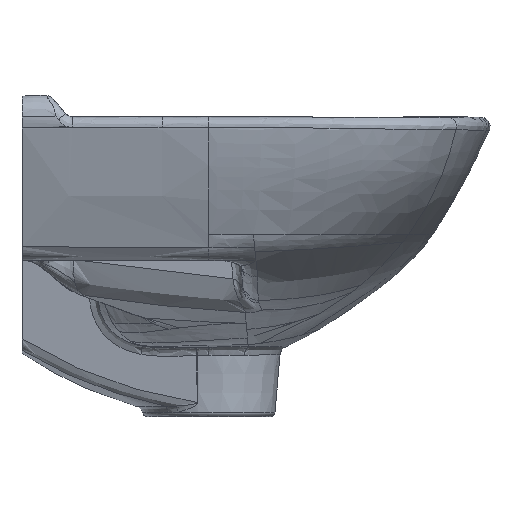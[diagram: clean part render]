
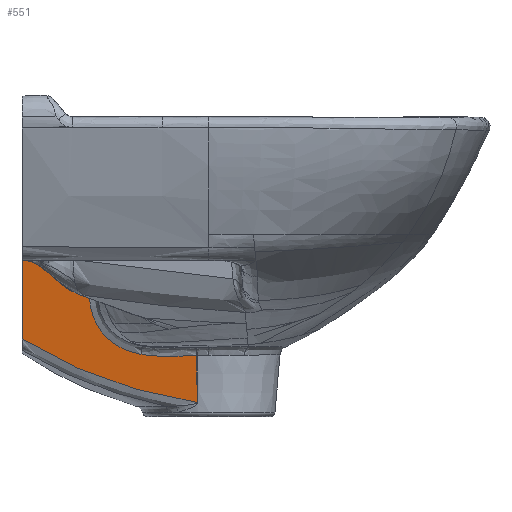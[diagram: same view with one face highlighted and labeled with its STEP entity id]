
A CAD part, left-side view. The second image highlights one B-rep face of the part: STEP entity #551.
In plain terms, the highlighted planar face has unit normal (-0.993, 0.084, -0.087).
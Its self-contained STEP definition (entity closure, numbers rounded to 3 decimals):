
#369=(
BOUNDED_CURVE()
B_SPLINE_CURVE(3,(#9905,#9906,#9907,#9908,#9909,#9910,#9911,#9912,#9913,
#9914,#9915,#9916,#9917,#9918,#9919,#9920,#9921,#9922,#9923,#9924),
 .UNSPECIFIED.,.F.,.F.)
B_SPLINE_CURVE_WITH_KNOTS((4,2,2,2,2,2,2,2,2,4),(0.,0.076,
0.097,0.117,0.158,0.241,
0.405,0.57,0.9,1.),.UNSPECIFIED.)
CURVE()
GEOMETRIC_REPRESENTATION_ITEM()
RATIONAL_B_SPLINE_CURVE((1.,1.,1.,
1.,1.,1.,1.,1.,
1.,1.,1.,1.,
1.,1.,1.,1.,
1.,1.,1.,1.))
REPRESENTATION_ITEM('')
);
#551=ADVANCED_FACE('',(#854),#715,.F.);
#715=PLANE('',#4421);
#854=FACE_OUTER_BOUND('',#1133,.T.);
#1133=EDGE_LOOP('',(#2500,#2501,#2502,#2503,#2504,#2505,#2506));
#1300=B_SPLINE_CURVE_WITH_KNOTS('',1,(#4805,#4806),.UNSPECIFIED.,.F.,.F.,
(2,2),(0.,1.),.UNSPECIFIED.);
#1404=B_SPLINE_CURVE_WITH_KNOTS('',3,(#9812,#9813,#9814,#9815,#9816,#9817,
#9818,#9819),.UNSPECIFIED.,.F.,.F.,(4,2,2,4),(0.,0.25,0.5,1.),
 .UNSPECIFIED.);
#1500=B_SPLINE_CURVE_WITH_KNOTS('',3,(#17694,#17695,#17696,#17697,#17698,
#17699),.UNSPECIFIED.,.F.,.F.,(4,2,4),(0.,0.5,1.),.UNSPECIFIED.);
#1533=B_SPLINE_CURVE_WITH_KNOTS('',3,(#19593,#19594,#19595,#19596),
 .UNSPECIFIED.,.F.,.F.,(4,4),(0.,1.),.UNSPECIFIED.);
#1555=B_SPLINE_CURVE_WITH_KNOTS('',3,(#21881,#21882,#21883,#21884,#21885,
#21886,#21887,#21888,#21889,#21890),.UNSPECIFIED.,.F.,.F.,(4,2,2,2,4),(0.,
0.25,0.5,0.75,1.),.UNSPECIFIED.);
#1562=B_SPLINE_CURVE_WITH_KNOTS('',3,(#23184,#23185,#23186,#23187,#23188,
#23189),.UNSPECIFIED.,.F.,.F.,(4,2,4),(0.,0.279,1.),
 .UNSPECIFIED.);
#2500=ORIENTED_EDGE('',*,*,#4028,.T.);
#2501=ORIENTED_EDGE('',*,*,#3687,.F.);
#2502=ORIENTED_EDGE('',*,*,#3833,.F.);
#2503=ORIENTED_EDGE('',*,*,#3991,.F.);
#2504=ORIENTED_EDGE('',*,*,#3948,.T.);
#2505=ORIENTED_EDGE('',*,*,#4019,.T.);
#2506=ORIENTED_EDGE('',*,*,#3826,.T.);
#3275=VERTEX_POINT('',#4804);
#3276=VERTEX_POINT('',#4807);
#3348=VERTEX_POINT('',#7682);
#3390=VERTEX_POINT('',#9811);
#3394=VERTEX_POINT('',#9925);
#3461=VERTEX_POINT('',#17686);
#3462=VERTEX_POINT('',#17693);
#3687=EDGE_CURVE('',#3275,#3276,#1300,.T.);
#3826=EDGE_CURVE('',#3390,#3348,#1404,.T.);
#3833=EDGE_CURVE('',#3394,#3275,#369,.T.);
#3948=EDGE_CURVE('',#3461,#3462,#1500,.T.);
#3991=EDGE_CURVE('',#3461,#3394,#1533,.T.);
#4019=EDGE_CURVE('',#3462,#3390,#1555,.T.);
#4028=EDGE_CURVE('',#3348,#3276,#1562,.T.);
#4421=AXIS2_PLACEMENT_3D('',#23397,#4592,#4593);
#4592=DIRECTION('',(0.993,-0.084,0.087));
#4593=DIRECTION('',(-0.087,0.,0.996));
#4804=CARTESIAN_POINT('',(-30.414,0.,-118.931));
#4805=CARTESIAN_POINT('',(-25.935,0.,-170.122));
#4806=CARTESIAN_POINT('',(-40.664,0.,-1.765));
#4807=CARTESIAN_POINT('',(-38.478,0.,-26.75));
#7682=CARTESIAN_POINT('',(-39.879,-32.394,-41.93));
#9811=CARTESIAN_POINT('',(-35.414,-35.886,-96.336));
#9812=CARTESIAN_POINT('',(-35.414,-35.886,-96.336));
#9813=CARTESIAN_POINT('',(-35.763,-35.338,-91.821));
#9814=CARTESIAN_POINT('',(-36.133,-35.033,-87.288));
#9815=CARTESIAN_POINT('',(-36.882,-34.499,-78.217));
#9816=CARTESIAN_POINT('',(-37.259,-34.26,-73.68));
#9817=CARTESIAN_POINT('',(-38.384,-33.486,-60.071));
#9818=CARTESIAN_POINT('',(-39.132,-32.944,-51.));
#9819=CARTESIAN_POINT('',(-39.879,-32.393,-41.93));
#9905=CARTESIAN_POINT('',(-35.341,-93.798,-152.932));
#9906=CARTESIAN_POINT('',(-35.165,-91.284,-152.528));
#9907=CARTESIAN_POINT('',(-34.992,-88.777,-152.083));
#9908=CARTESIAN_POINT('',(-34.776,-85.597,-151.492));
#9909=CARTESIAN_POINT('',(-34.73,-84.92,-151.365));
#9910=CARTESIAN_POINT('',(-34.639,-83.566,-151.108));
#9911=CARTESIAN_POINT('',(-34.593,-82.89,-150.978));
#9912=CARTESIAN_POINT('',(-34.457,-80.862,-150.583));
#9913=CARTESIAN_POINT('',(-34.367,-79.513,-150.31));
#9914=CARTESIAN_POINT('',(-34.101,-75.473,-149.46));
#9915=CARTESIAN_POINT('',(-33.928,-72.79,-148.853));
#9916=CARTESIAN_POINT('',(-33.423,-64.773,-146.908));
#9917=CARTESIAN_POINT('',(-33.104,-59.47,-145.445));
#9918=CARTESIAN_POINT('',(-32.507,-48.961,-142.148));
#9919=CARTESIAN_POINT('',(-32.229,-43.745,-140.308));
#9920=CARTESIAN_POINT('',(-31.463,-28.341,-134.228));
#9921=CARTESIAN_POINT('',(-31.04,-18.353,-129.445));
#9922=CARTESIAN_POINT('',(-30.597,-5.779,-122.4));
#9923=CARTESIAN_POINT('',(-30.501,-2.872,-120.694));
#9924=CARTESIAN_POINT('',(-30.414,0.,-118.931));
#9925=CARTESIAN_POINT('',(-35.341,-93.798,-152.934));
#17686=CARTESIAN_POINT('',(-37.498,-93.431,-127.92));
#17693=CARTESIAN_POINT('',(-35.057,-63.682,-127.182));
#17694=CARTESIAN_POINT('',(-37.498,-93.431,-127.92));
#17695=CARTESIAN_POINT('',(-37.073,-88.462,-128.));
#17696=CARTESIAN_POINT('',(-36.644,-83.493,-128.12));
#17697=CARTESIAN_POINT('',(-35.796,-73.552,-128.235));
#17698=CARTESIAN_POINT('',(-35.385,-68.588,-128.153));
#17699=CARTESIAN_POINT('',(-35.057,-63.682,-127.182));
#19593=CARTESIAN_POINT('',(-37.498,-93.431,-127.92));
#19594=CARTESIAN_POINT('',(-36.779,-93.554,-136.259));
#19595=CARTESIAN_POINT('',(-36.06,-93.676,-144.597));
#19596=CARTESIAN_POINT('',(-35.341,-93.798,-152.935));
#21881=CARTESIAN_POINT('',(-35.057,-63.682,-127.183));
#21882=CARTESIAN_POINT('',(-34.808,-59.971,-126.448));
#21883=CARTESIAN_POINT('',(-34.603,-56.35,-125.312));
#21884=CARTESIAN_POINT('',(-34.335,-49.618,-121.89));
#21885=CARTESIAN_POINT('',(-34.276,-46.543,-119.599));
#21886=CARTESIAN_POINT('',(-34.34,-41.507,-114.017));
#21887=CARTESIAN_POINT('',(-34.465,-39.534,-110.696));
#21888=CARTESIAN_POINT('',(-34.858,-36.958,-103.719));
#21889=CARTESIAN_POINT('',(-35.127,-36.337,-100.05));
#21890=CARTESIAN_POINT('',(-35.414,-35.886,-96.336));
#23184=CARTESIAN_POINT('',(-39.879,-32.394,-41.93));
#23185=CARTESIAN_POINT('',(-39.749,-29.378,-40.517));
#23186=CARTESIAN_POINT('',(-39.619,-26.362,-39.103));
#23187=CARTESIAN_POINT('',(-39.152,-15.564,-34.044));
#23188=CARTESIAN_POINT('',(-38.815,-7.782,-30.397));
#23189=CARTESIAN_POINT('',(-38.478,0.,-26.75));
#23397=CARTESIAN_POINT('',(-25.935,0.,-170.122));
